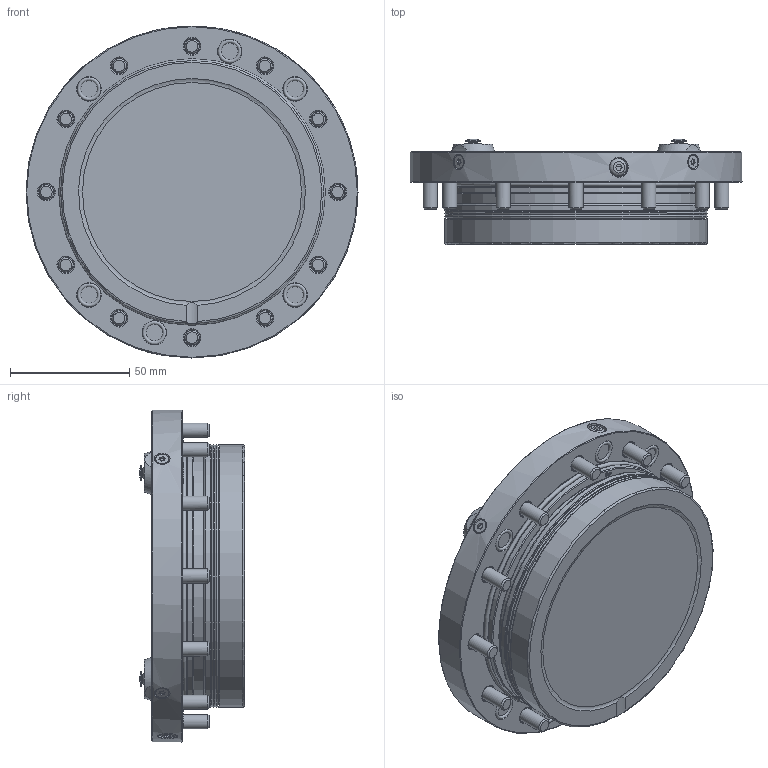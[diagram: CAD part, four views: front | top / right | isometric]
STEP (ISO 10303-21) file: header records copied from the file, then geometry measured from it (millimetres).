
FILE_DESCRIPTION (( 'STEP AP214' ), '1' );
FILE_NAME ('STARK_804 540-12_B.STEP', '2021-06-30T08:03:55', ( '' ), ( '' ), 'SwSTEP 2.0', 'SolidWorks 2019', '' );
FILE_SCHEMA (( 'AUTOMOTIVE_DESIGN' ));
Length unit declared in the file: millimetre
Products named in the file (1): STARK_804 540-12_B
Bounding box: 139 x 44 x 139 mm (x, y, z)
Volume: 406028.4 mm3; surface area: 68341.2 mm2
Topology: 1 solids, 55 shells, 883 faces, 2143 edges, 1426 vertices
Faces by surface type: plane 324, cylinder 308, cone 152, torus 65, sphere 32, bspline 2
Full cylindrical faces by diameter (mm): 0.4 x4, 0.8 x24, 1.5 x4, 1.8 x2, 2.5 x4, 3 x8, 3.8 x4, 4.8 x20, 5.2 x16, 5.6 x4, 5.95 x8, 6 x16, 6.8 x12, 8 x2, 10 x30, 11 x24, 30.4 x3, 32 x1, 35 x1, 38.109 x1, 46.95 x1, 47 x2, 47.846 x1, 101.468 x1, 102.5 x1, 107.526 x2, 108.2 x1, 110 x3, 139 x1
Entity records: 36397 total; most frequent: CARTESIAN_POINT 11223, DIRECTION 3517, ORIENTED_EDGE 2960, AXIS2_PLACEMENT_3D 1543, EDGE_CURVE 1480, EDGE_LOOP 1470, VERTEX_POINT 1158, FACE_OUTER_BOUND 1149
